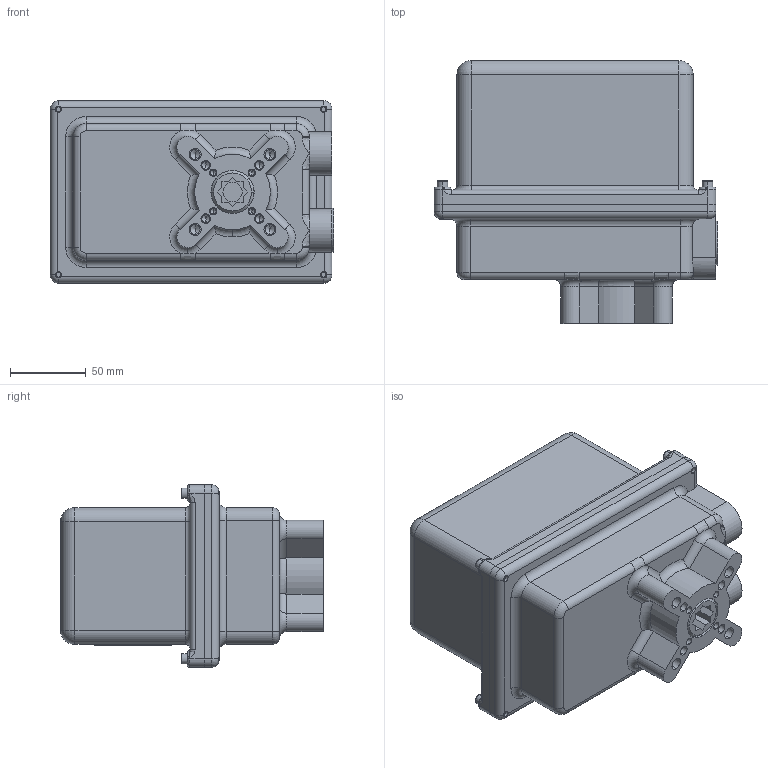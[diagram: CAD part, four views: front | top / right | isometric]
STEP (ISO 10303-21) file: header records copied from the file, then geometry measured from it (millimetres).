
FILE_DESCRIPTION (( 'STEP AP214' ), '1' );
FILE_NAME ('SR Deep Base Assm.STEP', '2014-05-08T17:04:21', ( 'Owner' ), ( '' ), 'SwSTEP 2.0', 'SolidWorks 2014', '' );
FILE_SCHEMA (( 'AUTOMOTIVE_DESIGN' ));
Length unit declared in the file: inch
Products named in the file (7): 4044f05; 93003; socket head cap screw_ai_HX-SHCS 0.164-32x0.75x0.75-N; 7003; 2000_Standard; SR Deep Base Assm; plug
Assembly tree (9 placements, depth 2):
  SR Deep Base Assm
    2000_Standard
    7003
    socket head cap screw_ai_HX-SHCS 0.164-32x0.75x0.75-N  x4
    93003
    4044f05
    plug
Bounding box: 187.71 x 173.81 x 120.65 mm (x, y, z)
Volume: 659052.5 mm3; surface area: 252442.6 mm2
Topology: 9 solids, 9 shells, 2845 faces, 7498 edges, 4889 vertices
Faces by surface type: plane 1518, bspline 961, cylinder 237, torus 59, cone 58, sphere 12
Entity records: 165689 total; most frequent: CARTESIAN_POINT 69103, ORIENTED_EDGE 14548, DIRECTION 9468, EDGE_CURVE 7274, VERTEX_POINT 4790, LINE 4774, VECTOR 4774, EDGE_LOOP 3066
